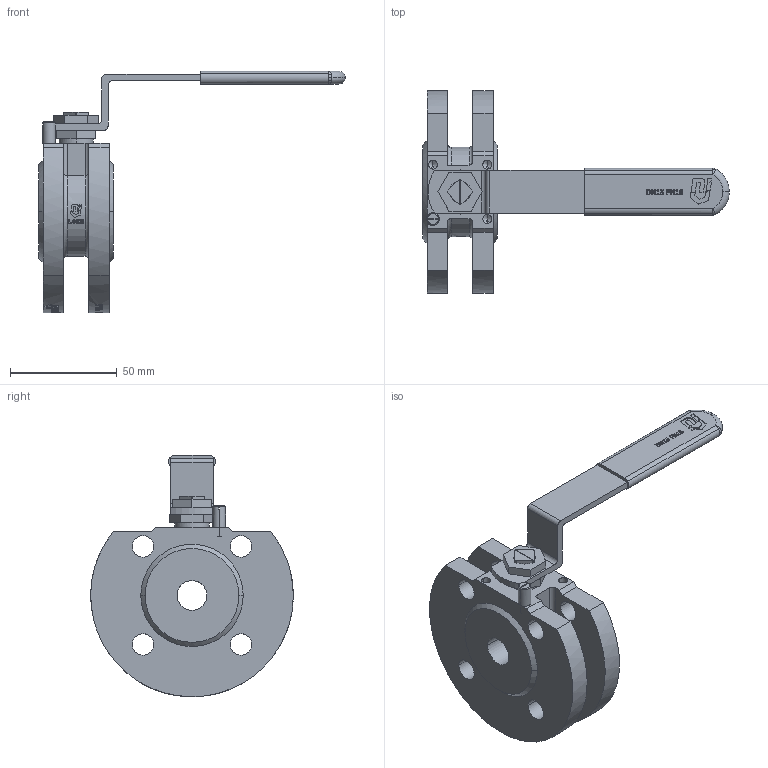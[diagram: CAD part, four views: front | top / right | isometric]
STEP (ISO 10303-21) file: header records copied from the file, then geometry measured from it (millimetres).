
FILE_DESCRIPTION(('HOOPS Exchange Step'),'2;1');
FILE_NAME('FK11_DN15.stp','2025-08-29T13:58:01+02:00',('nieru'),('Unknown organisation'),'HOOPS Exchange 2024.2','HOOPS Exchange','Unknown authorisation');
FILE_SCHEMA( ('AP203_CONFIGURATION_CONTROLLED_3D_DESIGN_OF_MECHANICAL_PARTS_AND_ASSEMBLIES_MIM_LF') );
Length unit declared in the file: millimetre
Products named in the file (2): 0; root
Assembly tree (1 placements, depth 2):
  root
    0
Bounding box: 143.73 x 94.97 x 113.2 mm (x, y, z)
Volume: 150896.6 mm3; surface area: 49575 mm2
Topology: 8 solids, 8 shells, 1007 faces, 2734 edges, 1812 vertices
Faces by surface type: bspline 481, plane 380, cylinder 116, cone 16, sphere 8, torus 6
Entity records: 57139 total; most frequent: CARTESIAN_POINT 35011, ORIENTED_EDGE 5452, DIRECTION 2794, EDGE_CURVE 2726, VERTEX_POINT 1812, B_SPLINE_CURVE_WITH_KNOTS 1307, EDGE_LOOP 1110, FACE_BOUND 1110
